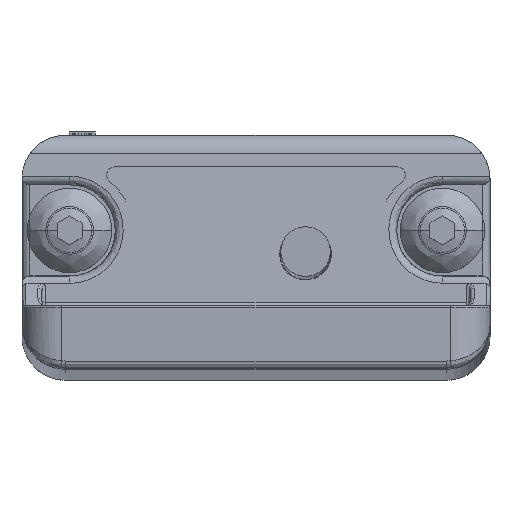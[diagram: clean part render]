
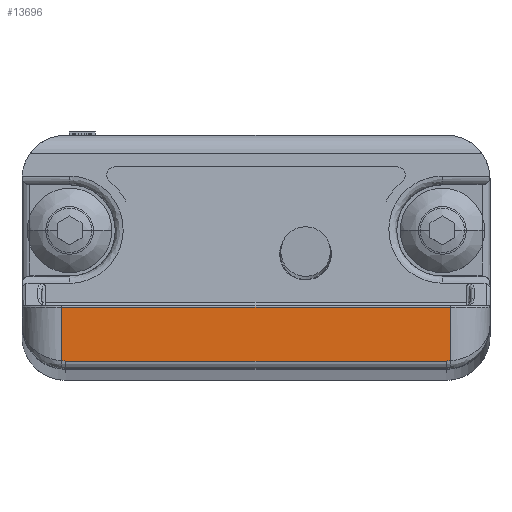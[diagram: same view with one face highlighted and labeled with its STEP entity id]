
A CAD part, top view. The second image highlights one B-rep face of the part: STEP entity #13696.
In plain terms, the highlighted face is planar.
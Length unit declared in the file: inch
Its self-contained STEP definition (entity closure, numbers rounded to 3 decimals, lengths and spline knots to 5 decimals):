
#9690=CARTESIAN_POINT('',(0.11,0.49,1.07));
#9691=DIRECTION('',(0.,-1.,0.));
#9692=DIRECTION('',(-0.994,0.,0.111));
#9693=AXIS2_PLACEMENT_3D('',#9690,#9691,#9692);
#9704=DIRECTION('',(0.,0.,-1.));
#9705=VECTOR('',#9704,0.96);
#9706=CARTESIAN_POINT('',(0.02,0.49,1.07));
#9707=LINE('',#9706,#9705);
#10742=DIRECTION('',(1.,0.,0.));
#10743=VECTOR('',#10742,0.13444);
#10744=CARTESIAN_POINT('',(0.02056,0.49,
1.08));
#10745=LINE('',#10744,#10743);
#10778=DIRECTION('',(0.,0.,1.));
#10779=VECTOR('',#10778,0.98);
#10780=CARTESIAN_POINT('',(0.155,0.49,0.1));
#10781=LINE('',#10780,#10779);
#10792=CARTESIAN_POINT('',(0.11,0.49,0.11));
#10793=DIRECTION('',(0.,-1.,0.));
#10794=DIRECTION('',(-1.,0.,0.));
#10795=AXIS2_PLACEMENT_3D('',#10792,#10793,#10794);
#10827=CARTESIAN_POINT('',(0.02056,0.49,
0.1));
#10844=DIRECTION('',(-1.,0.,0.));
#10845=VECTOR('',#10844,0.13444);
#10846=CARTESIAN_POINT('',(0.155,0.49,0.1));
#10847=LINE('',#10846,#10845);
#11236=VERTEX_POINT('',#10827);
#11239=CARTESIAN_POINT('',(0.02,0.49,0.11));
#11240=VERTEX_POINT('',#11239);
#11243=CARTESIAN_POINT('',(0.02,0.49,1.07));
#11244=VERTEX_POINT('',#11243);
#11247=CARTESIAN_POINT('',(0.02056,0.49,1.08));
#11248=VERTEX_POINT('',#11247);
#11254=CARTESIAN_POINT('',(0.155,0.49,1.08));
#11256=VERTEX_POINT('',#11254);
#11260=CARTESIAN_POINT('',(0.155,0.49,0.1));
#11261=VERTEX_POINT('',#11260);
#13681=CARTESIAN_POINT('',(0.,0.49,0.));
#13682=DIRECTION('',(0.,1.,0.));
#13683=DIRECTION('',(0.,0.,1.));
#13684=AXIS2_PLACEMENT_3D('',#13681,#13682,#13683);
#13685=PLANE('',#13684);
#13686=ORIENTED_EDGE('',*,*,#13674,.T.);
#13687=ORIENTED_EDGE('',*,*,#13636,.F.);
#13688=ORIENTED_EDGE('',*,*,#12012,.T.);
#13689=ORIENTED_EDGE('',*,*,#12028,.T.);
#13691=ORIENTED_EDGE('',*,*,#13690,.T.);
#13693=ORIENTED_EDGE('',*,*,#13692,.F.);
#13694=EDGE_LOOP('',(#13686,#13687,#13688,#13689,#13691,#13693));
#13695=FACE_OUTER_BOUND('',#13694,.F.);
#13696=ADVANCED_FACE('',(#13695),#13685,.T.);
#9694=CIRCLE('',#9693,0.09);
#10796=CIRCLE('',#10795,0.09);
#12012=EDGE_CURVE('',#11248,#11244,#9694,.T.);
#12028=EDGE_CURVE('',#11244,#11240,#9707,.T.);
#13636=EDGE_CURVE('',#11248,#11256,#10745,.T.);
#13674=EDGE_CURVE('',#11261,#11256,#10781,.T.);
#13690=EDGE_CURVE('',#11240,#11236,#10796,.T.);
#13692=EDGE_CURVE('',#11261,#11236,#10847,.T.);
